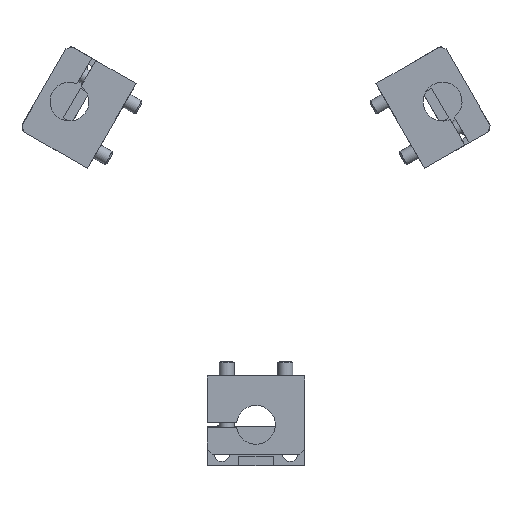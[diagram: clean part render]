
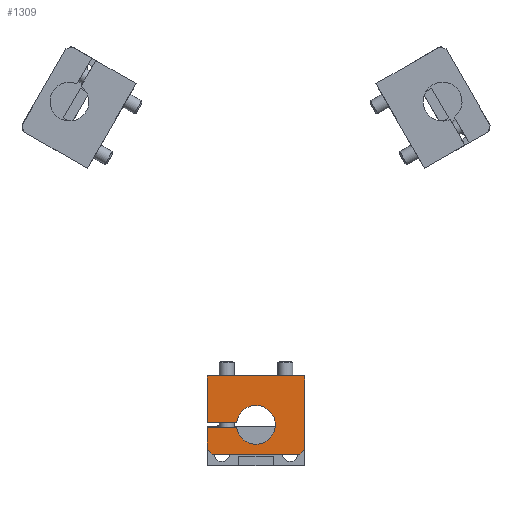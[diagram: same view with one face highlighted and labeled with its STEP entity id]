
A CAD part, front view. The second image highlights one B-rep face of the part: STEP entity #1309.
In plain terms, the highlighted planar face has unit normal (0, -1, 0).
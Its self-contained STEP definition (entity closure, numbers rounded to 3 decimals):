
#151=CIRCLE('',#1446,3.975);
#220=ORIENTED_EDGE('',*,*,#558,.F.);
#221=ORIENTED_EDGE('',*,*,#559,.T.);
#222=ORIENTED_EDGE('',*,*,#560,.T.);
#223=ORIENTED_EDGE('',*,*,#549,.F.);
#224=ORIENTED_EDGE('',*,*,#561,.F.);
#225=ORIENTED_EDGE('',*,*,#562,.F.);
#226=ORIENTED_EDGE('',*,*,#563,.F.);
#227=ORIENTED_EDGE('',*,*,#564,.F.);
#228=ORIENTED_EDGE('',*,*,#565,.F.);
#229=ORIENTED_EDGE('',*,*,#543,.F.);
#543=EDGE_CURVE('',#712,#714,#826,.T.);
#549=EDGE_CURVE('',#719,#717,#832,.T.);
#558=EDGE_CURVE('',#726,#712,#840,.T.);
#559=EDGE_CURVE('',#726,#727,#151,.T.);
#560=EDGE_CURVE('',#727,#717,#841,.T.);
#561=EDGE_CURVE('',#728,#719,#842,.T.);
#562=EDGE_CURVE('',#729,#728,#843,.T.);
#563=EDGE_CURVE('',#730,#729,#844,.T.);
#564=EDGE_CURVE('',#731,#730,#845,.T.);
#565=EDGE_CURVE('',#714,#731,#846,.T.);
#712=VERTEX_POINT('',#2011);
#714=VERTEX_POINT('',#2014);
#717=VERTEX_POINT('',#2021);
#719=VERTEX_POINT('',#2025);
#726=VERTEX_POINT('',#2044);
#727=VERTEX_POINT('',#2046);
#728=VERTEX_POINT('',#2049);
#729=VERTEX_POINT('',#2051);
#730=VERTEX_POINT('',#2053);
#731=VERTEX_POINT('',#2055);
#826=LINE('',#2013,#926);
#832=LINE('',#2026,#932);
#840=LINE('',#2043,#940);
#841=LINE('',#2047,#941);
#842=LINE('',#2048,#942);
#843=LINE('',#2050,#943);
#844=LINE('',#2052,#944);
#845=LINE('',#2054,#945);
#846=LINE('',#2056,#946);
#926=VECTOR('',#1601,1000.);
#932=VECTOR('',#1609,1000.);
#940=VECTOR('',#1623,1000.);
#941=VECTOR('',#1626,1000.);
#942=VECTOR('',#1627,1000.);
#943=VECTOR('',#1628,1000.);
#944=VECTOR('',#1629,1000.);
#945=VECTOR('',#1630,1000.);
#946=VECTOR('',#1631,1000.);
#1028=EDGE_LOOP('',(#220,#221,#222,#223,#224,#225,#226,#227,#228,#229));
#1142=FACE_BOUND('',#1028,.T.);
#1257=PLANE('',#1445);
#1309=ADVANCED_FACE('',(#1142),#1257,.F.);
#1445=AXIS2_PLACEMENT_3D('',#2042,#1621,#1622);
#1446=AXIS2_PLACEMENT_3D('',#2045,#1624,#1625);
#1601=DIRECTION('',(0.,0.,-1.));
#1609=DIRECTION('',(0.,0.,-1.));
#1621=DIRECTION('',(0.,1.,0.));
#1622=DIRECTION('',(0.,0.,1.));
#1623=DIRECTION('',(1.,0.,0.));
#1624=DIRECTION('',(0.,1.,0.));
#1625=DIRECTION('',(1.,0.,0.));
#1626=DIRECTION('',(1.,0.,0.));
#1627=DIRECTION('',(0.707,0.,-0.707));
#1628=DIRECTION('',(1.,0.,0.));
#1629=DIRECTION('',(0.707,0.,0.707));
#1630=DIRECTION('',(0.,0.,1.));
#1631=DIRECTION('',(-1.,0.,0.));
#2011=CARTESIAN_POINT('',(20.,0.,9.5));
#2013=CARTESIAN_POINT('',(20.,0.,15.));
#2014=CARTESIAN_POINT('',(20.,0.,0.));
#2021=CARTESIAN_POINT('',(20.,0.,10.5));
#2025=CARTESIAN_POINT('',(20.,0.,15.));
#2026=CARTESIAN_POINT('',(20.,0.,15.));
#2042=CARTESIAN_POINT('',(0.,0.,0.));
#2043=CARTESIAN_POINT('',(0.,0.,9.5));
#2044=CARTESIAN_POINT('',(13.943,0.,9.5));
#2045=CARTESIAN_POINT('',(10.,0.,10.));
#2046=CARTESIAN_POINT('',(13.943,0.,10.5));
#2047=CARTESIAN_POINT('',(13.943,0.,10.5));
#2048=CARTESIAN_POINT('',(19.,0.,16.));
#2049=CARTESIAN_POINT('',(19.,0.,16.));
#2050=CARTESIAN_POINT('',(1.,0.,16.));
#2051=CARTESIAN_POINT('',(1.,0.,16.));
#2052=CARTESIAN_POINT('',(0.,0.,15.));
#2053=CARTESIAN_POINT('',(0.,0.,15.));
#2054=CARTESIAN_POINT('',(0.,0.,0.));
#2055=CARTESIAN_POINT('',(0.,0.,0.));
#2056=CARTESIAN_POINT('',(20.,0.,0.));
